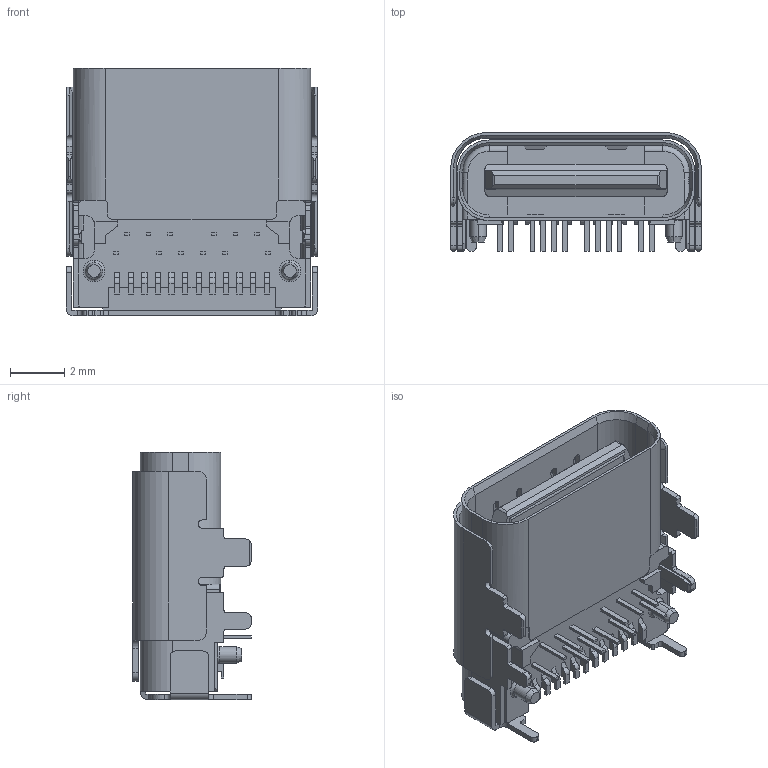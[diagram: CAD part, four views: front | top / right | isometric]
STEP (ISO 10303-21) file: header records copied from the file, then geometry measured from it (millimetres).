
FILE_DESCRIPTION((''),'2;1');
FILE_NAME('C-2338792-1','2019-04-01T07:40:40',('workeradm'),('TE Connectivity Ltd.'),'CREO PARAMETRIC BY PTC INC, 2018190','CREO PARAMETRIC BY PTC INC, 2018190','');
FILE_SCHEMA(('AUTOMOTIVE_DESIGN { 1 0 10303 214 1 1 1 1 }'));
Length unit declared in the file: millimetre
Products named in the file (1): C-2338792-1
Bounding box: 9.24 x 4.35 x 9.1 mm (x, y, z)
Volume: 146.8 mm3; surface area: 717.3 mm2
Topology: 2 solids, 2 shells, 625 faces, 1760 edges, 1154 vertices
Faces by surface type: plane 433, cylinder 166, cone 14, torus 6, sphere 4, extrusion 2
Entity records: 20343 total; most frequent: CARTESIAN_POINT 3900, ORIENTED_EDGE 3520, DIRECTION 3298, EDGE_CURVE 1760, VECTOR 1356, LINE 1354, VERTEX_POINT 1154, AXIS2_PLACEMENT_3D 971
